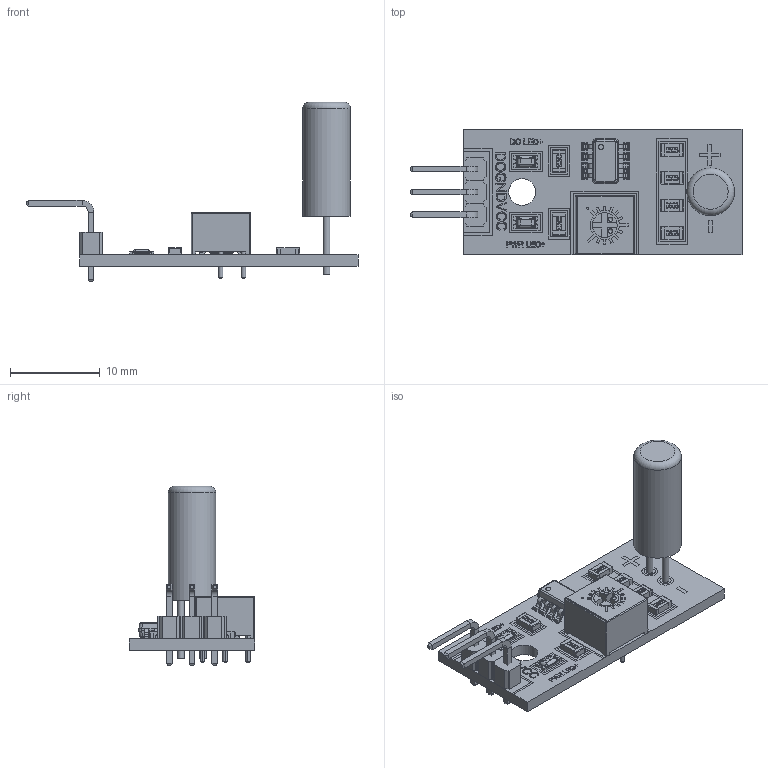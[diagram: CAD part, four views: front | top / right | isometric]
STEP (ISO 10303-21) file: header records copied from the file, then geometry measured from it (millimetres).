
FILE_DESCRIPTION(/* description */ (''),/* implementation_level */ '2;1');
FILE_NAME(/* name */ 'SensorVib1.stp',/* time_stamp */ '2019-05-24T16:12:33-05:00',/* author */ (''),/* organization */ (''),/* preprocessor_version */ 'ST-DEVELOPER v16',/* originating_system */ 'SIEMENS PLM Software NX 10.0',/* authorisation */ '');
FILE_SCHEMA (('AUTOMOTIVE_DESIGN { 1 0 10303 214 3 1 1 1 }'));
Length unit declared in the file: millimetre
Products named in the file (1): Dell1210521F0yz2
Bounding box: 37 x 14 x 20 mm (x, y, z)
Volume: 1132.6 mm3; surface area: 1964 mm2
Topology: 36 solids, 36 shells, 1435 faces, 3822 edges, 2561 vertices
Faces by surface type: plane 907, bspline 298, cylinder 217, cone 6, sphere 6, torus 1
Full cylindrical faces by diameter (mm): 0.75 x4, 3 x1, 5.3 x1
Entity records: 62564 total; most frequent: CARTESIAN_POINT 22056, ORIENTED_EDGE 7598, DIRECTION 5499, EDGE_CURVE 3799, LINE 2619, VECTOR 2619, VERTEX_POINT 2560, EDGE_LOOP 1581
